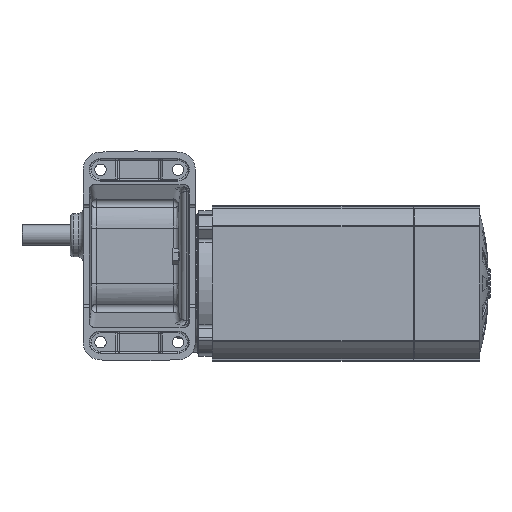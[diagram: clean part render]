
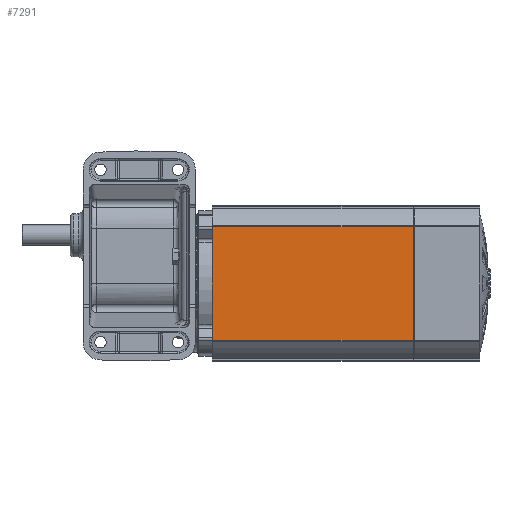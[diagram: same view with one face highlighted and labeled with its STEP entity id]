
A CAD part, front view. The second image highlights one B-rep face of the part: STEP entity #7291.
In plain terms, the highlighted planar face has unit normal (0, -1, 0).
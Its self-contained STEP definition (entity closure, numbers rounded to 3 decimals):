
#7291=ADVANCED_FACE('',(#12370),#12371,.T.);
#12370=FACE_OUTER_BOUND('',#19656,.T.);
#12371=PLANE('',#19657);
#19656=EDGE_LOOP('',(#27223,#27224,#27225,#27226));
#19657=AXIS2_PLACEMENT_3D('',#27227,#27228,#27229);
#27223=ORIENTED_EDGE('',*,*,#35561,.T.);
#27224=ORIENTED_EDGE('',*,*,#35562,.F.);
#27225=ORIENTED_EDGE('',*,*,#33348,.T.);
#27226=ORIENTED_EDGE('',*,*,#35059,.T.);
#27227=CARTESIAN_POINT('',(56.198,17.1,-62.75));
#27228=DIRECTION('',(0.0,-1.0,0.0));
#27229=DIRECTION('',(0.0,0.0,-1.0));
#33348=EDGE_CURVE('',#38883,#38881,#38884,.T.);
#35059=EDGE_CURVE('',#38881,#41729,#41731,.T.);
#35561=EDGE_CURVE('',#41729,#42525,#42526,.T.);
#35562=EDGE_CURVE('',#38883,#42525,#42527,.T.);
#38881=VERTEX_POINT('',#47812);
#38883=VERTEX_POINT('',#47814);
#38884=LINE('',#47815,#47816);
#41729=VERTEX_POINT('',#52598);
#41731=LINE('',#52600,#52601);
#42525=VERTEX_POINT('',#54156);
#42526=LINE('',#54157,#54158);
#42527=LINE('',#54159,#54160);
#47812=CARTESIAN_POINT('',(56.198,17.1,-62.75));
#47814=CARTESIAN_POINT('',(56.198,17.1,3.25));
#47815=CARTESIAN_POINT('',(56.198,17.1,3.25));
#47816=VECTOR('',#62817,1.0);
#52598=CARTESIAN_POINT('',(172.698,17.1,-62.75));
#52600=CARTESIAN_POINT('',(56.198,17.1,-62.75));
#52601=VECTOR('',#65020,1.0);
#54156=CARTESIAN_POINT('',(172.698,17.1,3.25));
#54157=CARTESIAN_POINT('',(172.698,17.1,-46.25));
#54158=VECTOR('',#65525,1.0);
#54159=CARTESIAN_POINT('',(56.198,17.1,3.25));
#54160=VECTOR('',#65526,1.0);
#62817=DIRECTION('',(0.0,0.0,-1.0));
#65020=DIRECTION('',(1.0,0.0,0.0));
#65525=DIRECTION('',(0.0,0.0,1.0));
#65526=DIRECTION('',(1.0,0.0,0.0));
